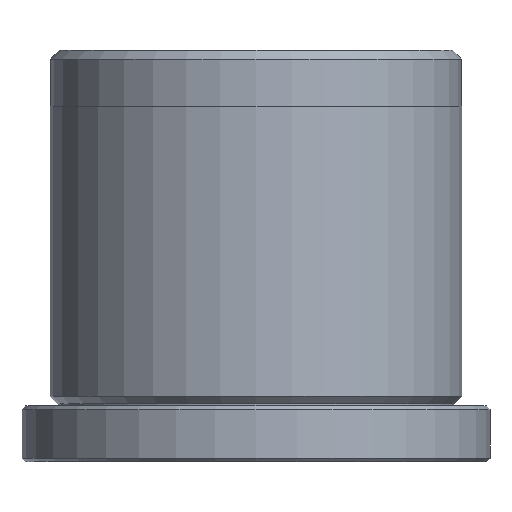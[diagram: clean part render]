
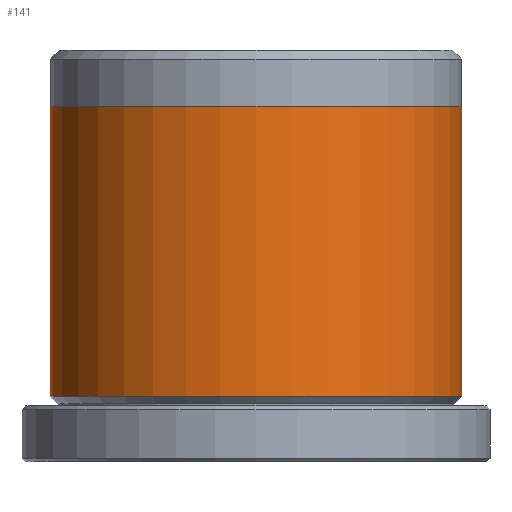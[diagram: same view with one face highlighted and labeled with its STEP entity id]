
A CAD part, front view. The second image highlights one B-rep face of the part: STEP entity #141.
In plain terms, the highlighted cylindrical face has radius 11 mm (diameter 22 mm), a partial arc.
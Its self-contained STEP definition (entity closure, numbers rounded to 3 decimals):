
#141 = ADVANCED_FACE ( 'NONE', ( #190 ), #867, .T. ) ;
#149 = CARTESIAN_POINT ( 'NONE',  ( -11., 0., 3.5 ) ) ;
#152 = ORIENTED_EDGE ( 'NONE', *, *, #708, .F. ) ;
#190 = FACE_OUTER_BOUND ( 'NONE', #1827, .T. ) ;
#225 = VECTOR ( 'NONE', #420, 1000. ) ;
#300 = CARTESIAN_POINT ( 'NONE',  ( 11., 0., 22. ) ) ;
#420 = DIRECTION ( 'NONE',  ( 0., 0., -1. ) ) ;
#513 = AXIS2_PLACEMENT_3D ( 'NONE', #668, #1653, #799 ) ;
#639 = ORIENTED_EDGE ( 'NONE', *, *, #982, .F. ) ;
#668 = CARTESIAN_POINT ( 'NONE',  ( 0., 0., 19. ) ) ;
#683 = ORIENTED_EDGE ( 'NONE', *, *, #806, .F. ) ;
#708 = EDGE_CURVE ( 'NONE', #1318, #887, #1232, .T. ) ;
#712 = ORIENTED_EDGE ( 'NONE', *, *, #892, .T. ) ;
#736 = VERTEX_POINT ( 'NONE', #1643 ) ;
#782 = DIRECTION ( 'NONE',  ( 0., 0., -1. ) ) ;
#799 = DIRECTION ( 'NONE',  ( 1., 0., 0. ) ) ;
#806 = EDGE_CURVE ( 'NONE', #736, #874, #1523, .T. ) ;
#817 = LINE ( 'NONE', #300, #1577 ) ;
#867 = CYLINDRICAL_SURFACE ( 'NONE', #1554, 11. ) ;
#874 = VERTEX_POINT ( 'NONE', #972 ) ;
#887 = VERTEX_POINT ( 'NONE', #149 ) ;
#892 = EDGE_CURVE ( 'NONE', #736, #887, #1712, .T. ) ;
#972 = CARTESIAN_POINT ( 'NONE',  ( 11., 0., 19. ) ) ;
#982 = EDGE_CURVE ( 'NONE', #874, #1318, #817, .T. ) ;
#1191 = CARTESIAN_POINT ( 'NONE',  ( 0., 0., 22. ) ) ;
#1232 = CIRCLE ( 'NONE', #1679, 11. ) ;
#1318 = VERTEX_POINT ( 'NONE', #1632 ) ;
#1338 = DIRECTION ( 'NONE',  ( -1., 0., 0. ) ) ;
#1523 = CIRCLE ( 'NONE', #513, 11. ) ;
#1554 = AXIS2_PLACEMENT_3D ( 'NONE', #1191, #1762, #1338 ) ;
#1577 = VECTOR ( 'NONE', #1708, 1000. ) ;
#1632 = CARTESIAN_POINT ( 'NONE',  ( 11., 0., 3.5 ) ) ;
#1633 = CARTESIAN_POINT ( 'NONE',  ( 0., 0., 3.5 ) ) ;
#1643 = CARTESIAN_POINT ( 'NONE',  ( -11., 0., 19. ) ) ;
#1653 = DIRECTION ( 'NONE',  ( 0., 0., 1. ) ) ;
#1679 = AXIS2_PLACEMENT_3D ( 'NONE', #1633, #782, #1785 ) ;
#1708 = DIRECTION ( 'NONE',  ( 0., 0., -1. ) ) ;
#1712 = LINE ( 'NONE', #1830, #225 ) ;
#1762 = DIRECTION ( 'NONE',  ( 0., 0., -1. ) ) ;
#1785 = DIRECTION ( 'NONE',  ( -1., 0., 0. ) ) ;
#1827 = EDGE_LOOP ( 'NONE', ( #639, #683, #712, #152 ) ) ;
#1830 = CARTESIAN_POINT ( 'NONE',  ( -11., 0., 22. ) ) ;
